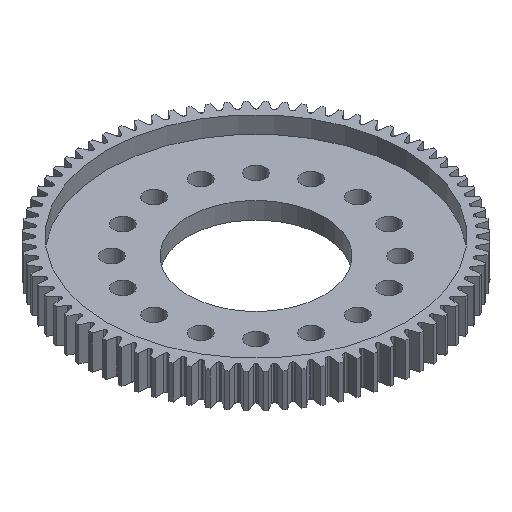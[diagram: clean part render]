
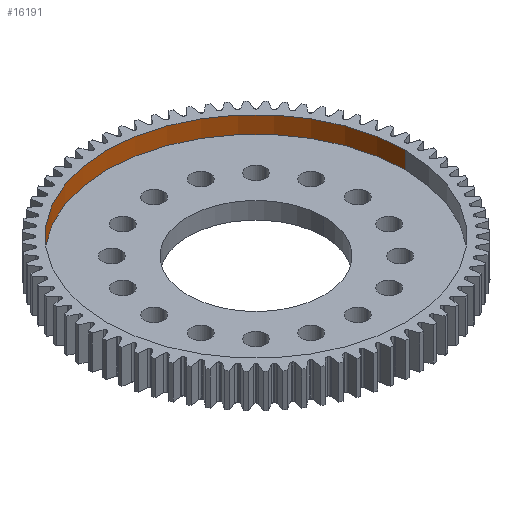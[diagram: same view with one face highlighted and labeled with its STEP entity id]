
A CAD part, isometric view. The second image highlights one B-rep face of the part: STEP entity #16191.
In plain terms, the highlighted cylindrical face has radius 27.9 mm (diameter 55.801 mm), a partial arc.
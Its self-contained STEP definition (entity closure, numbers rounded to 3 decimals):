
#5 = DIRECTION ( 'NONE',  ( 0., 0., 1. ) ) ;
#1106 = CARTESIAN_POINT ( 'NONE',  ( 27.9, 0., 6.35 ) ) ;
#1831 = CARTESIAN_POINT ( 'NONE',  ( 27.9, 0., 3.175 ) ) ;
#4158 = DIRECTION ( 'NONE',  ( 0., 0., 1. ) ) ;
#4172 = EDGE_CURVE ( 'NONE', #9051, #26738, #5275, .T. ) ;
#5197 = DIRECTION ( 'NONE',  ( 0., 0., 1. ) ) ;
#5244 = CARTESIAN_POINT ( 'NONE',  ( 0., 0., 3.175 ) ) ;
#5275 = CIRCLE ( 'NONE', #18315, 27.9 ) ;
#5607 = CARTESIAN_POINT ( 'NONE',  ( 27.9, 0., 3.175 ) ) ;
#7267 = VERTEX_POINT ( 'NONE', #11420 ) ;
#8001 = ORIENTED_EDGE ( 'NONE', *, *, #15596, .T. ) ;
#8577 = FACE_OUTER_BOUND ( 'NONE', #13038, .T. ) ;
#9051 = VERTEX_POINT ( 'NONE', #5607 ) ;
#11420 = CARTESIAN_POINT ( 'NONE',  ( -27.9, 0., 6.35 ) ) ;
#12034 = LINE ( 'NONE', #1831, #28775 ) ;
#12444 = EDGE_CURVE ( 'NONE', #26844, #7267, #18633, .T. ) ;
#12976 = EDGE_CURVE ( 'NONE', #26738, #7267, #18219, .T. ) ;
#13038 = EDGE_LOOP ( 'NONE', ( #25487, #13414, #8001, #15438 ) ) ;
#13414 = ORIENTED_EDGE ( 'NONE', *, *, #4172, .F. ) ;
#14700 = CYLINDRICAL_SURFACE ( 'NONE', #24671, 27.9 ) ;
#15438 = ORIENTED_EDGE ( 'NONE', *, *, #12444, .T. ) ;
#15596 = EDGE_CURVE ( 'NONE', #9051, #26844, #12034, .T. ) ;
#15947 = VECTOR ( 'NONE', #29945, 1000. ) ;
#16191 = ADVANCED_FACE ( 'NONE', ( #8577 ), #14700, .F. ) ;
#18219 = LINE ( 'NONE', #30370, #15947 ) ;
#18315 = AXIS2_PLACEMENT_3D ( 'NONE', #24105, #5197, #19441 ) ;
#18633 = CIRCLE ( 'NONE', #30096, 27.9 ) ;
#19441 = DIRECTION ( 'NONE',  ( 1., 0., 0. ) ) ;
#20014 = DIRECTION ( 'NONE',  ( 0., 0., 1. ) ) ;
#23937 = CARTESIAN_POINT ( 'NONE',  ( 0., 0., 6.35 ) ) ;
#24028 = DIRECTION ( 'NONE',  ( 1., 0., 0. ) ) ;
#24105 = CARTESIAN_POINT ( 'NONE',  ( 0., 0., 3.175 ) ) ;
#24324 = CARTESIAN_POINT ( 'NONE',  ( -27.9, 0., 3.175 ) ) ;
#24671 = AXIS2_PLACEMENT_3D ( 'NONE', #5244, #20014, #24774 ) ;
#24774 = DIRECTION ( 'NONE',  ( 1., 0., 0. ) ) ;
#25487 = ORIENTED_EDGE ( 'NONE', *, *, #12976, .F. ) ;
#26738 = VERTEX_POINT ( 'NONE', #24324 ) ;
#26844 = VERTEX_POINT ( 'NONE', #1106 ) ;
#28775 = VECTOR ( 'NONE', #4158, 1000. ) ;
#29945 = DIRECTION ( 'NONE',  ( 0., 0., 1. ) ) ;
#30096 = AXIS2_PLACEMENT_3D ( 'NONE', #23937, #5, #24028 ) ;
#30370 = CARTESIAN_POINT ( 'NONE',  ( -27.9, 0., 3.175 ) ) ;
